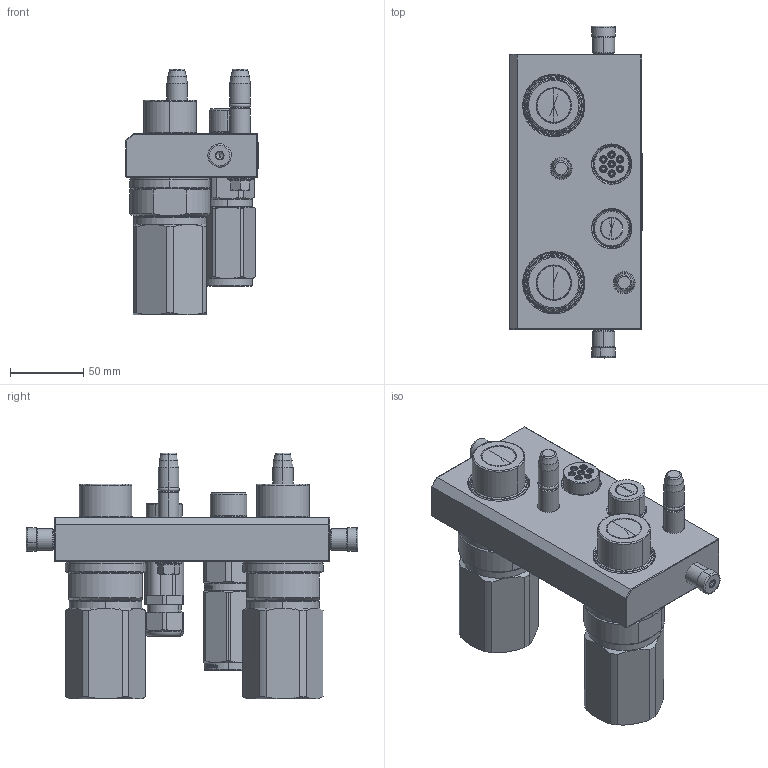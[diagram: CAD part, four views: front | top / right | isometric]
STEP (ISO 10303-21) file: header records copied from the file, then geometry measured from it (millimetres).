
FILE_DESCRIPTION (( 'STEP AP214' ), '1' );
FILE_NAME ('FASTER.step', '2021-05-04T00:30:22', ( '' ), ( '' ), 'SwSTEP 2.0', 'SolidWorks 2017', '' );
FILE_SCHEMA (( 'AUTOMOTIVE_DESIGN' ));
Length unit declared in the file: millimetre
Products named in the file (15): 4830_021_0000_000.prt; or2_62x9_19_m; 4860_010_0003_000.prt; 3ffnp12-12s_m; et002; 4860_013_0000_000.prt; corspel08-7_m; P4A_M_BASE; 4830_028_1000_011.prt; 3ffnp1-1_sae_m; 4830_044_0000_000; FASTER; conn_7p_m; 1540_080_0008_000.prt
Assembly tree (22 placements, depth 3):
  FASTER
    P4A_M_BASE
      4860_010_0003_000.prt
      4830_021_0000_000.prt  x2
      or2_62x9_19_m  x2
      1540_080_0008_000.prt  x2
      4830_028_1000_011.prt  x2
      4860_013_0000_000.prt  x2
    3ffnp1-1_sae_m  x2
    conn_7p_m
      4830_044_0000_000  x3
      corspel08-7_m
    3ffnp12-12s_m
      3ffnp12-12s_m
    et002
Bounding box: 90.3 x 226.6 x 167.9 mm (x, y, z)
Volume: 2873.9 mm3; surface area: 233992.3 mm2
Topology: 5 solids, 61 shells, 2123 faces, 5519 edges, 3527 vertices
Faces by surface type: plane 965, cylinder 440, cone 396, torus 188, bspline 128, sphere 6
Entity records: 65206 total; most frequent: CARTESIAN_POINT 18214, ORIENTED_EDGE 7877, DIRECTION 7473, EDGE_CURVE 4148, VERTEX_POINT 2680, AXIS2_PLACEMENT_3D 2529, VECTOR 2415, LINE 2415
